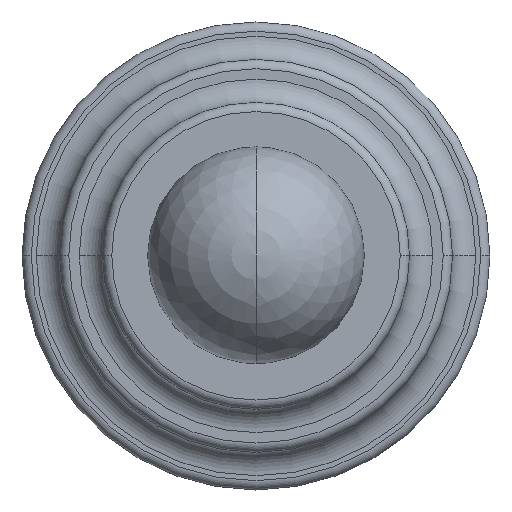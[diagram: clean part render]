
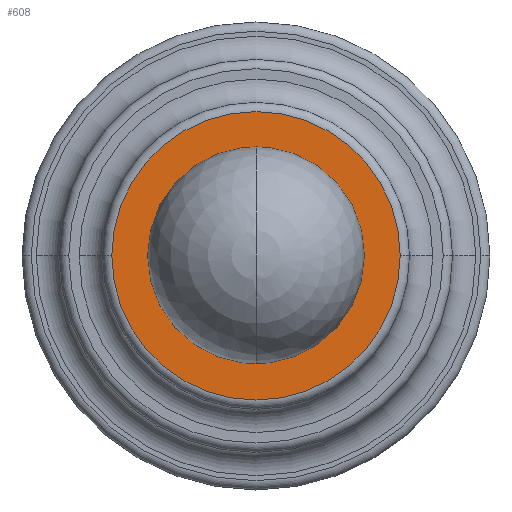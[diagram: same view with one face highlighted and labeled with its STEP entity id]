
A CAD part, top view. The second image highlights one B-rep face of the part: STEP entity #608.
In plain terms, the highlighted planar face has unit normal (0, 0, 1).
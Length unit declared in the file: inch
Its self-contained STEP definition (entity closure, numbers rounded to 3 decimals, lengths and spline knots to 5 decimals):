
#161=CARTESIAN_POINT('',(0.,0.,0.5));
#162=DIRECTION('',(0.,0.,1.));
#163=DIRECTION('',(-1.,0.,0.));
#164=AXIS2_PLACEMENT_3D('',#161,#162,#163);
#166=CARTESIAN_POINT('',(0.,0.,0.5));
#167=DIRECTION('',(0.,0.,1.));
#168=DIRECTION('',(1.,0.,0.));
#169=AXIS2_PLACEMENT_3D('',#166,#167,#168);
#186=CARTESIAN_POINT('',(0.,0.,0.5));
#187=DIRECTION('',(0.,0.,-1.));
#188=DIRECTION('',(0.,1.,0.));
#189=AXIS2_PLACEMENT_3D('',#186,#187,#188);
#191=CARTESIAN_POINT('',(0.,0.,0.5));
#192=DIRECTION('',(0.,0.,-1.));
#193=DIRECTION('',(0.,-1.,0.));
#194=AXIS2_PLACEMENT_3D('',#191,#192,#193);
#316=CARTESIAN_POINT('',(-0.607,0.,0.5));
#317=CARTESIAN_POINT('',(0.607,0.,0.5));
#318=VERTEX_POINT('',#316);
#319=VERTEX_POINT('',#317);
#346=CARTESIAN_POINT('',(0.,0.44713,0.5));
#347=CARTESIAN_POINT('',(0.,-0.44713,0.5));
#348=VERTEX_POINT('',#346);
#349=VERTEX_POINT('',#347);
#592=CARTESIAN_POINT('',(0.,0.,0.5));
#593=DIRECTION('',(0.,0.,1.));
#594=DIRECTION('',(-1.,0.,0.));
#595=AXIS2_PLACEMENT_3D('',#592,#593,#594);
#596=PLANE('',#595);
#598=ORIENTED_EDGE('',*,*,#597,.F.);
#599=ORIENTED_EDGE('',*,*,#582,.F.);
#600=EDGE_LOOP('',(#598,#599));
#601=FACE_OUTER_BOUND('',#600,.F.);
#603=ORIENTED_EDGE('',*,*,#602,.F.);
#605=ORIENTED_EDGE('',*,*,#604,.F.);
#606=EDGE_LOOP('',(#603,#605));
#607=FACE_BOUND('',#606,.F.);
#608=ADVANCED_FACE('',(#601,#607),#596,.T.);
#165=CIRCLE('',#164,0.607);
#170=CIRCLE('',#169,0.607);
#190=CIRCLE('',#189,0.44713);
#195=CIRCLE('',#194,0.44713);
#582=EDGE_CURVE('',#319,#318,#170,.T.);
#597=EDGE_CURVE('',#318,#319,#165,.T.);
#602=EDGE_CURVE('',#348,#349,#190,.T.);
#604=EDGE_CURVE('',#349,#348,#195,.T.);
